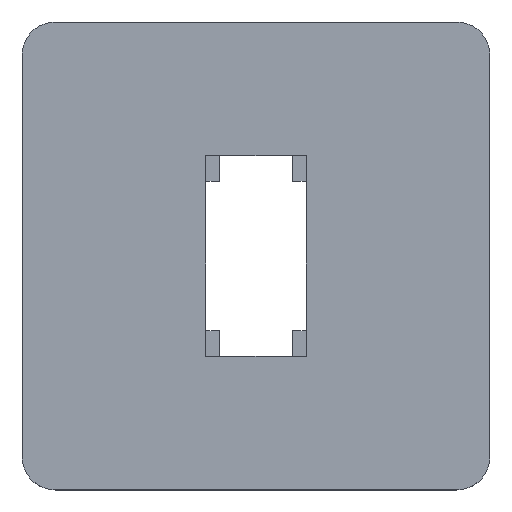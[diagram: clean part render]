
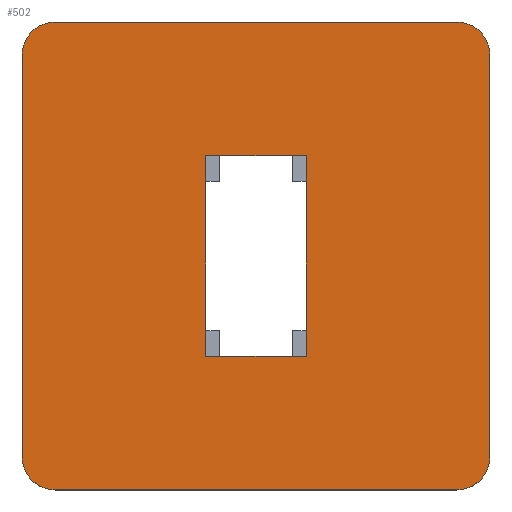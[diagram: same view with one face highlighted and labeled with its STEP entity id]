
A CAD part, top view. The second image highlights one B-rep face of the part: STEP entity #502.
In plain terms, the highlighted planar face has unit normal (0, 0, 1).
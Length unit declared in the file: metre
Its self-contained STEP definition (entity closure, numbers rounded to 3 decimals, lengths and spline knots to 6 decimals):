
#16=CIRCLE('',#542,0.005);
#17=CIRCLE('',#543,0.005);
#18=CIRCLE('',#544,0.005);
#19=CIRCLE('',#545,0.005);
#72=ORIENTED_EDGE('',*,*,#182,.F.);
#73=ORIENTED_EDGE('',*,*,#194,.T.);
#74=ORIENTED_EDGE('',*,*,#201,.T.);
#75=ORIENTED_EDGE('',*,*,#203,.F.);
#76=ORIENTED_EDGE('',*,*,#174,.T.);
#77=ORIENTED_EDGE('',*,*,#212,.T.);
#78=ORIENTED_EDGE('',*,*,#176,.T.);
#79=ORIENTED_EDGE('',*,*,#213,.T.);
#80=ORIENTED_EDGE('',*,*,#208,.F.);
#81=ORIENTED_EDGE('',*,*,#214,.T.);
#82=ORIENTED_EDGE('',*,*,#170,.F.);
#83=ORIENTED_EDGE('',*,*,#215,.T.);
#170=EDGE_CURVE('',#242,#243,#290,.T.);
#174=EDGE_CURVE('',#247,#246,#294,.T.);
#176=EDGE_CURVE('',#248,#249,#296,.T.);
#182=EDGE_CURVE('',#254,#255,#302,.T.);
#194=EDGE_CURVE('',#254,#265,#314,.T.);
#201=EDGE_CURVE('',#265,#271,#321,.T.);
#203=EDGE_CURVE('',#255,#271,#323,.T.);
#208=EDGE_CURVE('',#276,#277,#328,.T.);
#212=EDGE_CURVE('',#246,#248,#16,.T.);
#213=EDGE_CURVE('',#249,#277,#17,.T.);
#214=EDGE_CURVE('',#276,#243,#18,.T.);
#215=EDGE_CURVE('',#242,#247,#19,.T.);
#242=VERTEX_POINT('',#707);
#243=VERTEX_POINT('',#709);
#246=VERTEX_POINT('',#716);
#247=VERTEX_POINT('',#718);
#248=VERTEX_POINT('',#722);
#249=VERTEX_POINT('',#723);
#254=VERTEX_POINT('',#734);
#255=VERTEX_POINT('',#736);
#265=VERTEX_POINT('',#758);
#271=VERTEX_POINT('',#772);
#276=VERTEX_POINT('',#787);
#277=VERTEX_POINT('',#788);
#290=LINE('',#708,#354);
#294=LINE('',#717,#358);
#296=LINE('',#721,#360);
#302=LINE('',#735,#366);
#314=LINE('',#759,#378);
#321=LINE('',#773,#385);
#323=LINE('',#777,#387);
#328=LINE('',#786,#392);
#354=VECTOR('',#573,1.);
#358=VECTOR('',#579,1.);
#360=VECTOR('',#583,1.);
#366=VECTOR('',#591,1.);
#378=VECTOR('',#605,1.);
#385=VECTOR('',#614,1.);
#387=VECTOR('',#618,1.);
#392=VECTOR('',#625,1.);
#424=EDGE_LOOP('',(#72,#73,#74,#75));
#425=EDGE_LOOP('',(#76,#77,#78,#79,#80,#81,#82,#83));
#452=FACE_BOUND('',#424,.T.);
#453=FACE_BOUND('',#425,.T.);
#480=PLANE('',#541);
#502=ADVANCED_FACE('',(#452,#453),#480,.T.);
#541=AXIS2_PLACEMENT_3D('',#794,#629,#630);
#542=AXIS2_PLACEMENT_3D('',#795,#631,#632);
#543=AXIS2_PLACEMENT_3D('',#796,#633,#634);
#544=AXIS2_PLACEMENT_3D('',#797,#635,#636);
#545=AXIS2_PLACEMENT_3D('',#798,#637,#638);
#573=DIRECTION('',(-1.,0.,0.));
#579=DIRECTION('',(0.,1.,0.));
#583=DIRECTION('',(-1.,0.,0.));
#591=DIRECTION('',(0.,1.,0.));
#605=DIRECTION('',(-1.,0.,0.));
#614=DIRECTION('',(0.,1.,0.));
#618=DIRECTION('',(-1.,0.,0.));
#625=DIRECTION('',(0.,1.,0.));
#629=DIRECTION('',(0.,0.,1.));
#630=DIRECTION('',(1.,0.,0.));
#631=DIRECTION('',(0.,0.,1.));
#632=DIRECTION('',(1.,0.,0.));
#633=DIRECTION('',(0.,0.,1.));
#634=DIRECTION('',(1.,0.,0.));
#635=DIRECTION('',(0.,0.,1.));
#636=DIRECTION('',(1.,0.,0.));
#637=DIRECTION('',(0.,0.,1.));
#638=DIRECTION('',(1.,0.,0.));
#707=CARTESIAN_POINT('',(0.03,-0.035,0.0016));
#708=CARTESIAN_POINT('',(0.,-0.035,0.0016));
#709=CARTESIAN_POINT('',(-0.03,-0.035,0.0016));
#716=CARTESIAN_POINT('',(0.035,0.03,0.0016));
#717=CARTESIAN_POINT('',(0.035,0.,0.0016));
#718=CARTESIAN_POINT('',(0.035,-0.03,0.0016));
#721=CARTESIAN_POINT('',(0.,0.035,0.0016));
#722=CARTESIAN_POINT('',(0.03,0.035,0.0016));
#723=CARTESIAN_POINT('',(-0.03,0.035,0.0016));
#734=CARTESIAN_POINT('',(0.0075,-0.015,0.0016));
#735=CARTESIAN_POINT('',(0.0075,0.,0.0016));
#736=CARTESIAN_POINT('',(0.0075,0.015,0.0016));
#758=CARTESIAN_POINT('',(-0.0075,-0.015,0.0016));
#759=CARTESIAN_POINT('',(0.,-0.015,0.0016));
#772=CARTESIAN_POINT('',(-0.0075,0.015,0.0016));
#773=CARTESIAN_POINT('',(-0.0075,0.,0.0016));
#777=CARTESIAN_POINT('',(0.,0.015,0.0016));
#786=CARTESIAN_POINT('',(-0.035,0.,0.0016));
#787=CARTESIAN_POINT('',(-0.035,-0.03,0.0016));
#788=CARTESIAN_POINT('',(-0.035,0.03,0.0016));
#794=CARTESIAN_POINT('',(0.,0.,0.0016));
#795=CARTESIAN_POINT('',(0.03,0.03,0.0016));
#796=CARTESIAN_POINT('',(-0.03,0.03,0.0016));
#797=CARTESIAN_POINT('',(-0.03,-0.03,0.0016));
#798=CARTESIAN_POINT('',(0.03,-0.03,0.0016));
